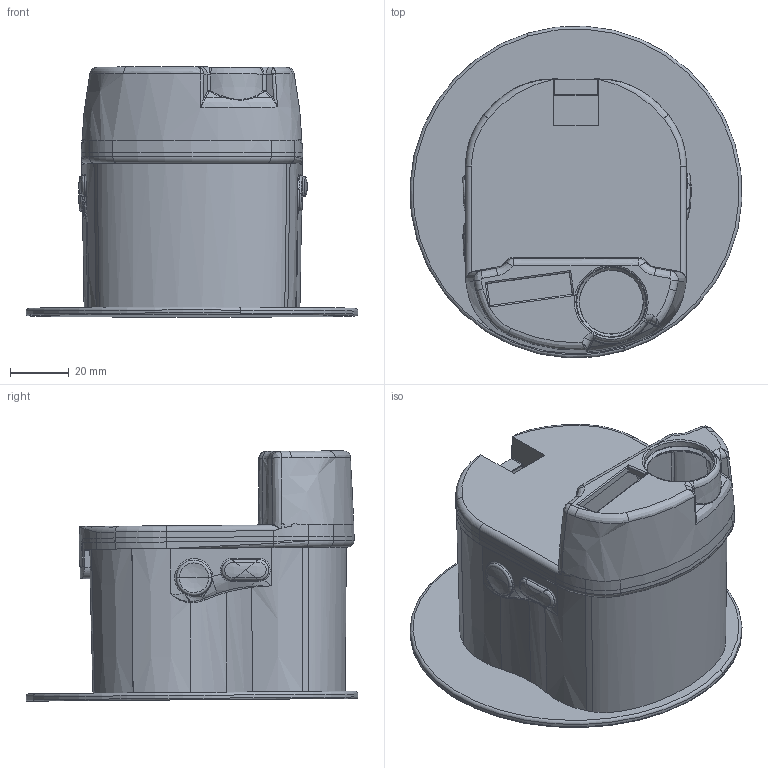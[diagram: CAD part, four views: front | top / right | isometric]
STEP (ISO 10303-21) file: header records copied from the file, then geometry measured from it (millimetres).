
FILE_DESCRIPTION (( 'STEP AP203' ), '1' );
FILE_NAME ('W2.STEP', '2014-09-30T14:20:29', ( '' ), ( '' ), 'SwSTEP 2.0', 'SolidWorks 2013', '' );
FILE_SCHEMA (( 'CONFIG_CONTROL_DESIGN' ));
Length unit declared in the file: millimetre
Products named in the file (1): W2
Bounding box: 112.83 x 112.83 x 85.14 mm (x, y, z)
Surface area: 58190.5 mm2 (no closed solid volume)
Topology: 0 solids, 6 shells, 327 faces, 969 edges, 609 vertices
Faces by surface type: bspline 150, cylinder 52, cone 50, plane 47, torus 28
Entity records: 25544 total; most frequent: CARTESIAN_POINT 18202, ORIENTED_EDGE 1682, DIRECTION 1233, EDGE_CURVE 944, VERTEX_POINT 609, AXIS2_PLACEMENT_3D 520, B_SPLINE_CURVE_WITH_KNOTS 360, CIRCLE 342
